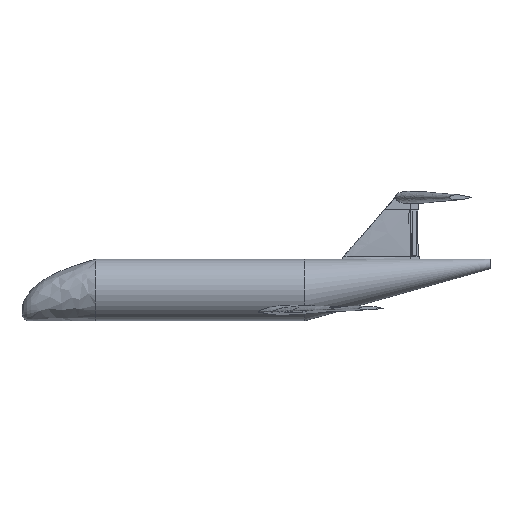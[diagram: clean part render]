
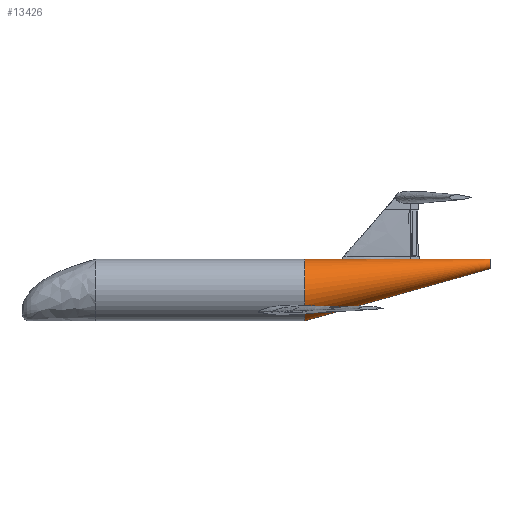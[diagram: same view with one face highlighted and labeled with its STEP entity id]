
A CAD part, front view. The second image highlights one B-rep face of the part: STEP entity #13426.
In plain terms, the highlighted free-form (B-spline) face has degree [13, 1] with [14, 2] control points.
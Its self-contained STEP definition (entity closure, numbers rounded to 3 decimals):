
#13426 = ADVANCED_FACE('',(#13427),#13440,.T.);
#13427 = FACE_BOUND('',#13428,.T.);
#13428 = EDGE_LOOP('',(#13429,#13482,#13529,#13530));
#13429 = ORIENTED_EDGE('',*,*,#13430,.F.);
#13430 = EDGE_CURVE('',#13431,#13433,#13435,.T.);
#13431 = VERTEX_POINT('',#13432);
#13432 = CARTESIAN_POINT('',(10.518,0.,2.3));
#13433 = VERTEX_POINT('',#13434);
#13434 = CARTESIAN_POINT('',(17.418,0.,2.3));
#13435 = SEAM_CURVE('',#13436,(#13439,#13475),.PCURVE_S1.);
#13436 = B_SPLINE_CURVE_WITH_KNOTS('',1,(#13437,#13438),.UNSPECIFIED.,
  .F.,.F.,(2,2),(0.,1.),.PIECEWISE_BEZIER_KNOTS.);
#13437 = CARTESIAN_POINT('',(10.518,0.,2.3));
#13438 = CARTESIAN_POINT('',(17.418,0.,2.3));
#13439 = PCURVE('',#13440,#13469);
#13440 = B_SPLINE_SURFACE_WITH_KNOTS('',13,1,(
    (#13441,#13442)
    ,(#13443,#13444)
    ,(#13445,#13446)
    ,(#13447,#13448)
    ,(#13449,#13450)
    ,(#13451,#13452)
    ,(#13453,#13454)
    ,(#13455,#13456)
    ,(#13457,#13458)
    ,(#13459,#13460)
    ,(#13461,#13462)
    ,(#13463,#13464)
    ,(#13465,#13466)
    ,(#13467,#13468
    )),.UNSPECIFIED.,.T.,.F.,.F.,(14,14),(2,2),(0.,6.283),(
    0.,1.),.PIECEWISE_BEZIER_KNOTS.);
#13441 = CARTESIAN_POINT('',(10.518,0.,2.3));
#13442 = CARTESIAN_POINT('',(17.418,0.,2.3));
#13443 = CARTESIAN_POINT('',(10.518,-0.556,2.3));
#13444 = CARTESIAN_POINT('',(17.418,-0.087,2.3));
#13445 = CARTESIAN_POINT('',(10.518,-1.112,
    2.009));
#13446 = CARTESIAN_POINT('',(17.418,-0.174,
    2.254));
#13447 = CARTESIAN_POINT('',(10.518,-1.501,
    1.427));
#13448 = CARTESIAN_POINT('',(17.418,-0.235,
    2.163));
#13449 = CARTESIAN_POINT('',(10.518,-1.558,
    0.658));
#13450 = CARTESIAN_POINT('',(17.418,-0.244,
    2.043));
#13451 = CARTESIAN_POINT('',(10.518,-1.19,
    -0.088));
#13452 = CARTESIAN_POINT('',(17.418,-0.187,
    1.926));
#13453 = CARTESIAN_POINT('',(10.518,-0.448,
    -0.556));
#13454 = CARTESIAN_POINT('',(17.418,-0.07,
    1.852));
#13455 = CARTESIAN_POINT('',(10.518,0.448,
    -0.556));
#13456 = CARTESIAN_POINT('',(17.418,0.07,
    1.852));
#13457 = CARTESIAN_POINT('',(10.518,1.19,
    -0.088));
#13458 = CARTESIAN_POINT('',(17.418,0.187,
    1.926));
#13459 = CARTESIAN_POINT('',(10.518,1.558,
    0.658));
#13460 = CARTESIAN_POINT('',(17.418,0.244,
    2.043));
#13461 = CARTESIAN_POINT('',(10.518,1.501,
    1.427));
#13462 = CARTESIAN_POINT('',(17.418,0.235,
    2.163));
#13463 = CARTESIAN_POINT('',(10.518,1.112,
    2.009));
#13464 = CARTESIAN_POINT('',(17.418,0.174,
    2.254));
#13465 = CARTESIAN_POINT('',(10.518,0.556,2.3));
#13466 = CARTESIAN_POINT('',(17.418,0.087,2.3));
#13467 = CARTESIAN_POINT('',(10.518,0.,2.3));
#13468 = CARTESIAN_POINT('',(17.418,0.,2.3));
#13469 = DEFINITIONAL_REPRESENTATION('',(#13470),#13474);
#13470 = LINE('',#13471,#13472);
#13471 = CARTESIAN_POINT('',(0.,0.));
#13472 = VECTOR('',#13473,1.);
#13473 = DIRECTION('',(0.,1.));
#13474 = ( GEOMETRIC_REPRESENTATION_CONTEXT(2) 
PARAMETRIC_REPRESENTATION_CONTEXT() REPRESENTATION_CONTEXT('2D SPACE',''
  ) );
#13475 = PCURVE('',#13440,#13476);
#13476 = DEFINITIONAL_REPRESENTATION('',(#13477),#13481);
#13477 = LINE('',#13478,#13479);
#13478 = CARTESIAN_POINT('',(6.283,0.));
#13479 = VECTOR('',#13480,1.);
#13480 = DIRECTION('',(0.,1.));
#13481 = ( GEOMETRIC_REPRESENTATION_CONTEXT(2) 
PARAMETRIC_REPRESENTATION_CONTEXT() REPRESENTATION_CONTEXT('2D SPACE',''
  ) );
#13482 = ORIENTED_EDGE('',*,*,#13483,.T.);
#13483 = EDGE_CURVE('',#13431,#13431,#13484,.T.);
#13484 = SURFACE_CURVE('',#13485,(#13490,#13517),.PCURVE_S1.);
#13485 = CIRCLE('',#13486,1.15);
#13486 = AXIS2_PLACEMENT_3D('',#13487,#13488,#13489);
#13487 = CARTESIAN_POINT('',(10.518,0.,1.15));
#13488 = DIRECTION('',(1.,0.,0.));
#13489 = DIRECTION('',(0.,0.,1.));
#13490 = PCURVE('',#13440,#13491);
#13491 = DEFINITIONAL_REPRESENTATION('',(#13492),#13516);
#13492 = B_SPLINE_CURVE_WITH_KNOTS('',8,(#13493,#13494,#13495,#13496,
    #13497,#13498,#13499,#13500,#13501,#13502,#13503,#13504,#13505,
    #13506,#13507,#13508,#13509,#13510,#13511,#13512,#13513,#13514,
    #13515),.UNSPECIFIED.,.F.,.F.,(9,7,7,9),(0.,1.571,
    3.927,6.283),.UNSPECIFIED.);
#13493 = CARTESIAN_POINT('',(0.,0.));
#13494 = CARTESIAN_POINT('',(0.196,0.));
#13495 = CARTESIAN_POINT('',(0.393,0.));
#13496 = CARTESIAN_POINT('',(0.589,0.));
#13497 = CARTESIAN_POINT('',(0.785,0.));
#13498 = CARTESIAN_POINT('',(0.982,0.));
#13499 = CARTESIAN_POINT('',(1.178,0.));
#13500 = CARTESIAN_POINT('',(1.374,0.));
#13501 = CARTESIAN_POINT('',(1.865,0.));
#13502 = CARTESIAN_POINT('',(2.16,0.));
#13503 = CARTESIAN_POINT('',(2.454,0.));
#13504 = CARTESIAN_POINT('',(2.749,0.));
#13505 = CARTESIAN_POINT('',(3.043,0.));
#13506 = CARTESIAN_POINT('',(3.338,0.));
#13507 = CARTESIAN_POINT('',(3.632,0.));
#13508 = CARTESIAN_POINT('',(4.222,0.));
#13509 = CARTESIAN_POINT('',(4.516,0.));
#13510 = CARTESIAN_POINT('',(4.811,0.));
#13511 = CARTESIAN_POINT('',(5.105,0.));
#13512 = CARTESIAN_POINT('',(5.4,0.));
#13513 = CARTESIAN_POINT('',(5.694,0.));
#13514 = CARTESIAN_POINT('',(5.989,0.));
#13515 = CARTESIAN_POINT('',(6.283,0.));
#13516 = ( GEOMETRIC_REPRESENTATION_CONTEXT(2) 
PARAMETRIC_REPRESENTATION_CONTEXT() REPRESENTATION_CONTEXT('2D SPACE',''
  ) );
#13517 = PCURVE('',#13518,#13523);
#13518 = CYLINDRICAL_SURFACE('',#13519,1.15);
#13519 = AXIS2_PLACEMENT_3D('',#13520,#13521,#13522);
#13520 = CARTESIAN_POINT('',(2.718,0.,1.15));
#13521 = DIRECTION('',(1.,0.,0.));
#13522 = DIRECTION('',(0.,0.,1.));
#13523 = DEFINITIONAL_REPRESENTATION('',(#13524),#13528);
#13524 = LINE('',#13525,#13526);
#13525 = CARTESIAN_POINT('',(0.,7.8));
#13526 = VECTOR('',#13527,1.);
#13527 = DIRECTION('',(1.,0.));
#13528 = ( GEOMETRIC_REPRESENTATION_CONTEXT(2) 
PARAMETRIC_REPRESENTATION_CONTEXT() REPRESENTATION_CONTEXT('2D SPACE',''
  ) );
#13529 = ORIENTED_EDGE('',*,*,#13430,.T.);
#13530 = ORIENTED_EDGE('',*,*,#13531,.F.);
#13531 = EDGE_CURVE('',#13433,#13433,#13532,.T.);
#13532 = SURFACE_CURVE('',#13533,(#13538,#13545),.PCURVE_S1.);
#13533 = CIRCLE('',#13534,0.18);
#13534 = AXIS2_PLACEMENT_3D('',#13535,#13536,#13537);
#13535 = CARTESIAN_POINT('',(17.418,0.,
    2.12));
#13536 = DIRECTION('',(1.,0.,0.));
#13537 = DIRECTION('',(0.,0.,1.));
#13538 = PCURVE('',#13440,#13539);
#13539 = DEFINITIONAL_REPRESENTATION('',(#13540),#13544);
#13540 = LINE('',#13541,#13542);
#13541 = CARTESIAN_POINT('',(0.,1.));
#13542 = VECTOR('',#13543,1.);
#13543 = DIRECTION('',(1.,0.));
#13544 = ( GEOMETRIC_REPRESENTATION_CONTEXT(2) 
PARAMETRIC_REPRESENTATION_CONTEXT() REPRESENTATION_CONTEXT('2D SPACE',''
  ) );
#13545 = PCURVE('',#13546,#13551);
#13546 = PLANE('',#13547);
#13547 = AXIS2_PLACEMENT_3D('',#13548,#13549,#13550);
#13548 = CARTESIAN_POINT('',(17.418,0.,
    2.12));
#13549 = DIRECTION('',(1.,0.,0.));
#13550 = DIRECTION('',(0.,0.,1.));
#13551 = DEFINITIONAL_REPRESENTATION('',(#13552),#13556);
#13552 = CIRCLE('',#13553,0.18);
#13553 = AXIS2_PLACEMENT_2D('',#13554,#13555);
#13554 = CARTESIAN_POINT('',(0.,0.));
#13555 = DIRECTION('',(1.,0.));
#13556 = ( GEOMETRIC_REPRESENTATION_CONTEXT(2) 
PARAMETRIC_REPRESENTATION_CONTEXT() REPRESENTATION_CONTEXT('2D SPACE',''
  ) );
